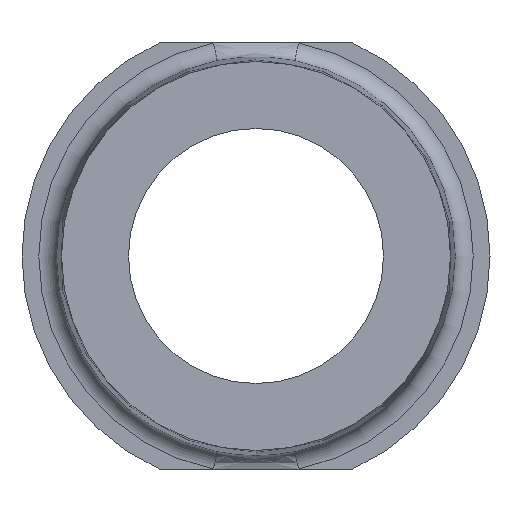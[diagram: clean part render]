
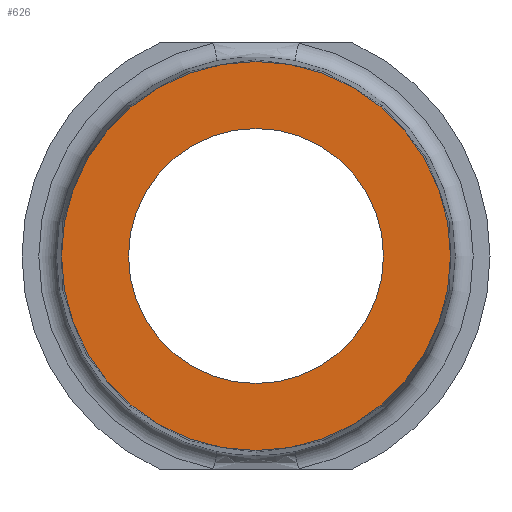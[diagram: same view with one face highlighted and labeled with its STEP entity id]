
A CAD part, front view. The second image highlights one B-rep face of the part: STEP entity #626.
In plain terms, the highlighted planar face has unit normal (0, -1, 0).
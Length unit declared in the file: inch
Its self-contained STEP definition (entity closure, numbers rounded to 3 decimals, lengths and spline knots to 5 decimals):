
#10 = DIRECTION ( 'NONE',  ( 0., -1., 0. ) ) ;
#22 = DIRECTION ( 'NONE',  ( 0., -1., 0. ) ) ;
#63 = FACE_OUTER_BOUND ( 'NONE', #542, .T. ) ;
#111 = ORIENTED_EDGE ( 'NONE', *, *, #445, .F. ) ;
#158 = PLANE ( 'NONE',  #285 ) ;
#160 = VERTEX_POINT ( 'NONE', #541 ) ;
#196 = CIRCLE ( 'NONE', #384, 0.64842 ) ;
#201 = ORIENTED_EDGE ( 'NONE', *, *, #641, .T. ) ;
#285 = AXIS2_PLACEMENT_3D ( 'NONE', #322, #22, #311 ) ;
#296 = EDGE_LOOP ( 'NONE', ( #111 ) ) ;
#311 = DIRECTION ( 'NONE',  ( 0., 0., -1. ) ) ;
#322 = CARTESIAN_POINT ( 'NONE',  ( 0., -0.95, 0. ) ) ;
#332 = VERTEX_POINT ( 'NONE', #358 ) ;
#350 = FACE_BOUND ( 'NONE', #296, .T. ) ;
#355 = AXIS2_PLACEMENT_3D ( 'NONE', #398, #10, #589 ) ;
#358 = CARTESIAN_POINT ( 'NONE',  ( 0., -0.95, -0.425 ) ) ;
#384 = AXIS2_PLACEMENT_3D ( 'NONE', #444, #643, #614 ) ;
#398 = CARTESIAN_POINT ( 'NONE',  ( 0., -0.95, 0. ) ) ;
#444 = CARTESIAN_POINT ( 'NONE',  ( 0., -0.95, 0. ) ) ;
#445 = EDGE_CURVE ( 'NONE', #332, #332, #629, .T. ) ;
#541 = CARTESIAN_POINT ( 'NONE',  ( 0., -0.95, -0.64842 ) ) ;
#542 = EDGE_LOOP ( 'NONE', ( #201 ) ) ;
#589 = DIRECTION ( 'NONE',  ( 0., 0., -1. ) ) ;
#614 = DIRECTION ( 'NONE',  ( 0., 0., -1. ) ) ;
#626 = ADVANCED_FACE ( 'NONE', ( #350, #63 ), #158, .T. ) ;
#629 = CIRCLE ( 'NONE', #355, 0.425 ) ;
#641 = EDGE_CURVE ( 'NONE', #160, #160, #196, .T. ) ;
#643 = DIRECTION ( 'NONE',  ( 0., -1., 0. ) ) ;
